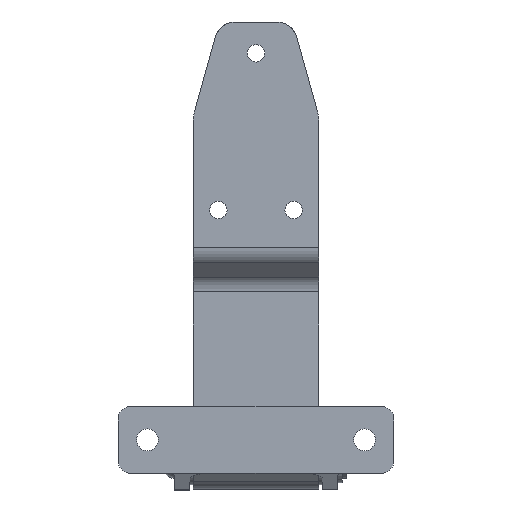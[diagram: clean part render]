
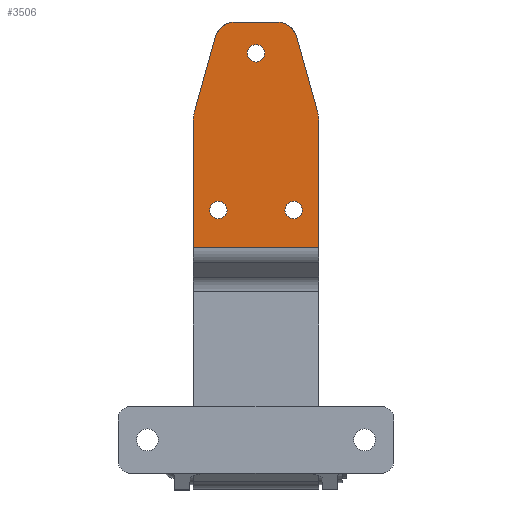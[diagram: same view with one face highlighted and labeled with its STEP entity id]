
A CAD part, front view. The second image highlights one B-rep face of the part: STEP entity #3506.
In plain terms, the highlighted planar face has unit normal (0, -1, 0).
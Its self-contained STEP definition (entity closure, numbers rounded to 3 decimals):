
#40 = CARTESIAN_POINT ( 'NONE',  ( 0., -46., 192.85 ) ) ;
#44 = CARTESIAN_POINT ( 'NONE',  ( 18., -46., 117.85 ) ) ;
#51 = CARTESIAN_POINT ( 'NONE',  ( 0., -46., 201.15 ) ) ;
#260 = CIRCLE ( 'NONE', #1682, 4.15 ) ;
#294 = EDGE_LOOP ( 'NONE', ( #618, #620 ) ) ;
#295 = EDGE_LOOP ( 'NONE', ( #617, #709 ) ) ;
#296 = EDGE_LOOP ( 'NONE', ( #710, #711 ) ) ;
#297 = EDGE_LOOP ( 'NONE', ( #708, #713, #712, #714, #715, #717, #716, #718, #719, #721 ) ) ;
#617 = ORIENTED_EDGE ( 'NONE', *, *, #4114, .T. ) ;
#618 = ORIENTED_EDGE ( 'NONE', *, *, #4067, .T. ) ;
#620 = ORIENTED_EDGE ( 'NONE', *, *, #4087, .T. ) ;
#690 = VERTEX_POINT ( 'NONE', #40 ) ;
#694 = VERTEX_POINT ( 'NONE', #44 ) ;
#701 = VERTEX_POINT ( 'NONE', #51 ) ;
#708 = ORIENTED_EDGE ( 'NONE', *, *, #4117, .F. ) ;
#709 = ORIENTED_EDGE ( 'NONE', *, *, #4091, .T. ) ;
#710 = ORIENTED_EDGE ( 'NONE', *, *, #4115, .T. ) ;
#711 = ORIENTED_EDGE ( 'NONE', *, *, #4095, .T. ) ;
#712 = ORIENTED_EDGE ( 'NONE', *, *, #4118, .F. ) ;
#713 = ORIENTED_EDGE ( 'NONE', *, *, #4116, .F. ) ;
#714 = ORIENTED_EDGE ( 'NONE', *, *, #4065, .T. ) ;
#715 = ORIENTED_EDGE ( 'NONE', *, *, #4119, .F. ) ;
#716 = ORIENTED_EDGE ( 'NONE', *, *, #4121, .F. ) ;
#717 = ORIENTED_EDGE ( 'NONE', *, *, #4120, .F. ) ;
#718 = ORIENTED_EDGE ( 'NONE', *, *, #4043, .T. ) ;
#719 = ORIENTED_EDGE ( 'NONE', *, *, #4122, .F. ) ;
#721 = ORIENTED_EDGE ( 'NONE', *, *, #4025, .F. ) ;
#1404 = PLANE ( 'NONE',  #1580 ) ;
#1405 = CARTESIAN_POINT ( 'NONE',  ( 30., -46., 212. ) ) ;
#1406 = DIRECTION ( 'NONE',  ( 0., 1., 0. ) ) ;
#1407 = DIRECTION ( 'NONE',  ( 0., 0., 1. ) ) ;
#1505 = CARTESIAN_POINT ( 'NONE',  ( -29.453, -46., 168.97 ) ) ;
#1579 = FACE_BOUND ( 'NONE', #294, .T. ) ;
#1580 = AXIS2_PLACEMENT_3D ( 'NONE', #1405, #1406, #1407 ) ;
#1582 = FACE_BOUND ( 'NONE', #295, .T. ) ;
#1585 = FACE_BOUND ( 'NONE', #296, .T. ) ;
#1587 = FACE_OUTER_BOUND ( 'NONE', #297, .T. ) ;
#1649 = VECTOR ( 'NONE', #2927, 1000. ) ;
#1663 = VECTOR ( 'NONE', #2981, 1000. ) ;
#1682 = AXIS2_PLACEMENT_3D ( 'NONE', #3062, #3075, #3076 ) ;
#1685 = VECTOR ( 'NONE', #3071, 1000. ) ;
#1706 = AXIS2_PLACEMENT_3D ( 'NONE', #3131, #3135, #3136 ) ;
#1710 = AXIS2_PLACEMENT_3D ( 'NONE', #3140, #3147, #3148 ) ;
#1714 = AXIS2_PLACEMENT_3D ( 'NONE', #3152, #3159, #3160 ) ;
#1740 = AXIS2_PLACEMENT_3D ( 'NONE', #1931, #1932, #1933 ) ;
#1743 = AXIS2_PLACEMENT_3D ( 'NONE', #1928, #1929, #1930 ) ;
#1744 = AXIS2_PLACEMENT_3D ( 'NONE', #1934, #1938, #1939 ) ;
#1745 = AXIS2_PLACEMENT_3D ( 'NONE', #1940, #1941, #1942 ) ;
#1746 = AXIS2_PLACEMENT_3D ( 'NONE', #1943, #1944, #1945 ) ;
#1747 = AXIS2_PLACEMENT_3D ( 'NONE', #1946, #1950, #1951 ) ;
#1748 = VECTOR ( 'NONE', #1937, 1000. ) ;
#1752 = VECTOR ( 'NONE', #1949, 1000. ) ;
#1753 = VECTOR ( 'NONE', #1955, 1000. ) ;
#1928 = CARTESIAN_POINT ( 'NONE',  ( 18., -46., 122. ) ) ;
#1929 = DIRECTION ( 'NONE',  ( 0., 1., 0. ) ) ;
#1930 = DIRECTION ( 'NONE',  ( 0., 0., 1. ) ) ;
#1931 = CARTESIAN_POINT ( 'NONE',  ( -18., -46., 122. ) ) ;
#1932 = DIRECTION ( 'NONE',  ( 0., 1., 0. ) ) ;
#1933 = DIRECTION ( 'NONE',  ( 0., 0., 1. ) ) ;
#1934 = CARTESIAN_POINT ( 'NONE',  ( 15., -46., 164.955 ) ) ;
#1935 = LINE ( 'NONE', #1936, #1748 ) ;
#1936 = CARTESIAN_POINT ( 'NONE',  ( 19.534, -46., 204.676 ) ) ;
#1937 = DIRECTION ( 'NONE',  ( 0.268, 0., -0.964 ) ) ;
#1938 = DIRECTION ( 'NONE',  ( 0., 1., 0. ) ) ;
#1939 = DIRECTION ( 'NONE',  ( 0., 0., 1. ) ) ;
#1940 = CARTESIAN_POINT ( 'NONE',  ( 9.899, -46., 202. ) ) ;
#1941 = DIRECTION ( 'NONE',  ( 0., 1., 0. ) ) ;
#1942 = DIRECTION ( 'NONE',  ( 0., 0., 1. ) ) ;
#1943 = CARTESIAN_POINT ( 'NONE',  ( -9.899, -46., 202. ) ) ;
#1944 = DIRECTION ( 'NONE',  ( 0., 1., 0. ) ) ;
#1945 = DIRECTION ( 'NONE',  ( 0., 0., 1. ) ) ;
#1946 = CARTESIAN_POINT ( 'NONE',  ( -15., -46., 164.955 ) ) ;
#1947 = LINE ( 'NONE', #1948, #1752 ) ;
#1948 = CARTESIAN_POINT ( 'NONE',  ( -29.453, -46., 168.97 ) ) ;
#1949 = DIRECTION ( 'NONE',  ( 0.268, 0., 0.964 ) ) ;
#1950 = DIRECTION ( 'NONE',  ( 0., 1., 0. ) ) ;
#1951 = DIRECTION ( 'NONE',  ( 0., 0., 1. ) ) ;
#1953 = LINE ( 'NONE', #1954, #1753 ) ;
#1954 = CARTESIAN_POINT ( 'NONE',  ( 30., -46., 104.142 ) ) ;
#1955 = DIRECTION ( 'NONE',  ( -1., 0., 0. ) ) ;
#1991 = CARTESIAN_POINT ( 'NONE',  ( -30., -46., 164.955 ) ) ;
#1992 = CARTESIAN_POINT ( 'NONE',  ( -30., -46., 104.142 ) ) ;
#1999 = CARTESIAN_POINT ( 'NONE',  ( -19.534, -46., 204.676 ) ) ;
#2001 = CARTESIAN_POINT ( 'NONE',  ( -18., -46., 126.15 ) ) ;
#2002 = CARTESIAN_POINT ( 'NONE',  ( -18., -46., 117.85 ) ) ;
#2014 = CARTESIAN_POINT ( 'NONE',  ( 30., -46., 104.142 ) ) ;
#2018 = CARTESIAN_POINT ( 'NONE',  ( 18., -46., 126.15 ) ) ;
#2023 = CARTESIAN_POINT ( 'NONE',  ( 19.534, -46., 204.676 ) ) ;
#2033 = CARTESIAN_POINT ( 'NONE',  ( 9.899, -46., 212. ) ) ;
#2035 = CARTESIAN_POINT ( 'NONE',  ( -9.899, -46., 212. ) ) ;
#2036 = CARTESIAN_POINT ( 'NONE',  ( 30., -46., 164.955 ) ) ;
#2037 = CARTESIAN_POINT ( 'NONE',  ( 29.453, -46., 168.97 ) ) ;
#2925 = LINE ( 'NONE', #2926, #1649 ) ;
#2926 = CARTESIAN_POINT ( 'NONE',  ( 30., -46., 212. ) ) ;
#2927 = DIRECTION ( 'NONE',  ( 0., 0., -1. ) ) ;
#2979 = LINE ( 'NONE', #2980, #1663 ) ;
#2980 = CARTESIAN_POINT ( 'NONE',  ( -30., -46., 212. ) ) ;
#2981 = DIRECTION ( 'NONE',  ( 0., 0., -1. ) ) ;
#3062 = CARTESIAN_POINT ( 'NONE',  ( 0., -46., 197. ) ) ;
#3069 = LINE ( 'NONE', #3070, #1685 ) ;
#3070 = CARTESIAN_POINT ( 'NONE',  ( 30., -46., 212. ) ) ;
#3071 = DIRECTION ( 'NONE',  ( -1., 0., 0. ) ) ;
#3075 = DIRECTION ( 'NONE',  ( 0., 1., 0. ) ) ;
#3076 = DIRECTION ( 'NONE',  ( 0., 0., 1. ) ) ;
#3131 = CARTESIAN_POINT ( 'NONE',  ( 0., -46., 197. ) ) ;
#3135 = DIRECTION ( 'NONE',  ( 0., 1., 0. ) ) ;
#3136 = DIRECTION ( 'NONE',  ( 0., 0., 1. ) ) ;
#3140 = CARTESIAN_POINT ( 'NONE',  ( 18., -46., 122. ) ) ;
#3147 = DIRECTION ( 'NONE',  ( 0., 1., 0. ) ) ;
#3148 = DIRECTION ( 'NONE',  ( 0., 0., 1. ) ) ;
#3152 = CARTESIAN_POINT ( 'NONE',  ( -18., -46., 122. ) ) ;
#3159 = DIRECTION ( 'NONE',  ( 0., 1., 0. ) ) ;
#3160 = DIRECTION ( 'NONE',  ( 0., 0., 1. ) ) ;
#3320 = CIRCLE ( 'NONE', #1706, 4.15 ) ;
#3322 = CIRCLE ( 'NONE', #1710, 4.15 ) ;
#3324 = CIRCLE ( 'NONE', #1714, 4.15 ) ;
#3331 = CIRCLE ( 'NONE', #1743, 4.15 ) ;
#3332 = CIRCLE ( 'NONE', #1740, 4.15 ) ;
#3333 = CIRCLE ( 'NONE', #1744, 15. ) ;
#3334 = CIRCLE ( 'NONE', #1745, 10. ) ;
#3335 = CIRCLE ( 'NONE', #1746, 10. ) ;
#3336 = CIRCLE ( 'NONE', #1747, 15. ) ;
#3506 = ADVANCED_FACE ( 'NONE', ( #1579, #1582, #1585, #1587 ), #1404, .F. ) ;
#3716 = VERTEX_POINT ( 'NONE', #1505 ) ;
#4025 = EDGE_CURVE ( 'NONE', #4184, #4162, #2925, .T. ) ;
#4043 = EDGE_CURVE ( 'NONE', #4138, #4139, #2979, .T. ) ;
#4065 = EDGE_CURVE ( 'NONE', #4181, #4183, #3069, .T. ) ;
#4067 = EDGE_CURVE ( 'NONE', #701, #690, #260, .T. ) ;
#4087 = EDGE_CURVE ( 'NONE', #690, #701, #3320, .T. ) ;
#4091 = EDGE_CURVE ( 'NONE', #694, #4166, #3322, .T. ) ;
#4095 = EDGE_CURVE ( 'NONE', #4150, #4149, #3324, .T. ) ;
#4114 = EDGE_CURVE ( 'NONE', #4166, #694, #3331, .T. ) ;
#4115 = EDGE_CURVE ( 'NONE', #4149, #4150, #3332, .T. ) ;
#4116 = EDGE_CURVE ( 'NONE', #4171, #4185, #1935, .T. ) ;
#4117 = EDGE_CURVE ( 'NONE', #4185, #4184, #3333, .T. ) ;
#4118 = EDGE_CURVE ( 'NONE', #4181, #4171, #3334, .T. ) ;
#4119 = EDGE_CURVE ( 'NONE', #4147, #4183, #3335, .T. ) ;
#4120 = EDGE_CURVE ( 'NONE', #3716, #4147, #1947, .T. ) ;
#4121 = EDGE_CURVE ( 'NONE', #4138, #3716, #3336, .T. ) ;
#4122 = EDGE_CURVE ( 'NONE', #4162, #4139, #1953, .T. ) ;
#4138 = VERTEX_POINT ( 'NONE', #1991 ) ;
#4139 = VERTEX_POINT ( 'NONE', #1992 ) ;
#4147 = VERTEX_POINT ( 'NONE', #1999 ) ;
#4149 = VERTEX_POINT ( 'NONE', #2001 ) ;
#4150 = VERTEX_POINT ( 'NONE', #2002 ) ;
#4162 = VERTEX_POINT ( 'NONE', #2014 ) ;
#4166 = VERTEX_POINT ( 'NONE', #2018 ) ;
#4171 = VERTEX_POINT ( 'NONE', #2023 ) ;
#4181 = VERTEX_POINT ( 'NONE', #2033 ) ;
#4183 = VERTEX_POINT ( 'NONE', #2035 ) ;
#4184 = VERTEX_POINT ( 'NONE', #2036 ) ;
#4185 = VERTEX_POINT ( 'NONE', #2037 ) ;
